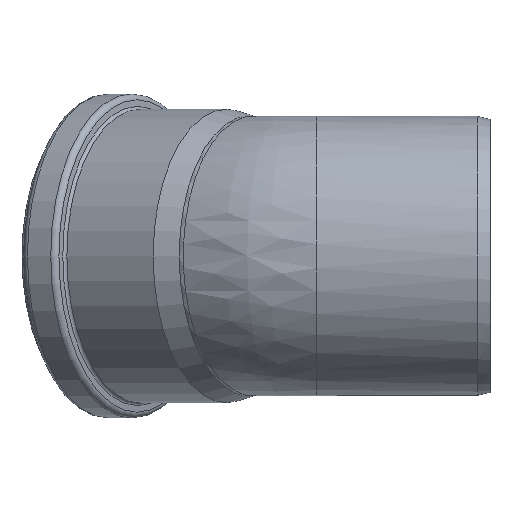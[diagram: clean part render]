
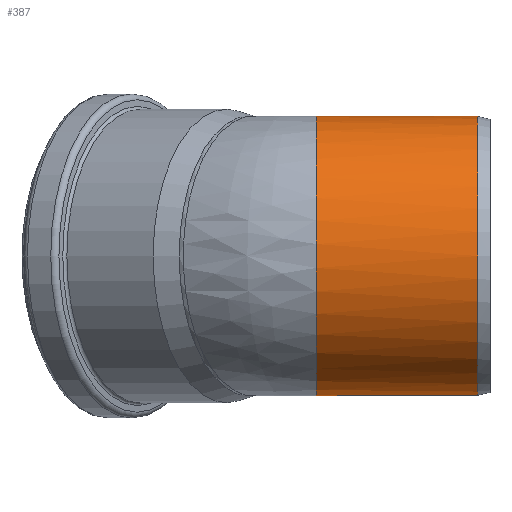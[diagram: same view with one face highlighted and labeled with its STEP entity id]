
A CAD part, left-side view. The second image highlights one B-rep face of the part: STEP entity #387.
In plain terms, the highlighted cylindrical face has radius 45.1 mm (diameter 90.2 mm), a full revolution.
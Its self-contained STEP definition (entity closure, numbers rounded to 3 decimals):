
#20=ELLIPSE('',#429,46.761,45.1);
#26=CYLINDRICAL_SURFACE('',#433,45.1);
#48=FACE_BOUND('',#124,.T.);
#83=FACE_OUTER_BOUND('',#123,.T.);
#123=EDGE_LOOP('',(#308));
#124=EDGE_LOOP('',(#309,#310));
#186=CIRCLE('',#427,45.1);
#188=CIRCLE('',#431,45.1);
#221=VERTEX_POINT('',#644);
#223=VERTEX_POINT('',#672);
#225=VERTEX_POINT('',#681);
#257=EDGE_CURVE('',#221,#221,#186,.T.);
#260=EDGE_CURVE('',#223,#225,#20,.T.);
#263=EDGE_CURVE('',#225,#223,#188,.T.);
#308=ORIENTED_EDGE('',*,*,#257,.T.);
#309=ORIENTED_EDGE('',*,*,#260,.F.);
#310=ORIENTED_EDGE('',*,*,#263,.F.);
#387=ADVANCED_FACE('',(#83,#48),#26,.T.);
#427=AXIS2_PLACEMENT_3D('',#645,#507,#508);
#429=AXIS2_PLACEMENT_3D('',#682,#511,#512);
#431=AXIS2_PLACEMENT_3D('',#719,#515,#516);
#433=AXIS2_PLACEMENT_3D('',#721,#519,#520);
#507=DIRECTION('center_axis',(0.,1.,0.));
#508=DIRECTION('ref_axis',(1.,0.,0.));
#511=DIRECTION('center_axis',(0.264,0.964,0.));
#512=DIRECTION('ref_axis',(0.964,-0.264,0.));
#515=DIRECTION('center_axis',(0.,1.,0.));
#516=DIRECTION('ref_axis',(1.,0.,0.));
#519=DIRECTION('center_axis',(0.,1.,0.));
#520=DIRECTION('ref_axis',(1.,0.,0.));
#644=CARTESIAN_POINT('',(-45.1,4.,0.));
#645=CARTESIAN_POINT('Origin',(0.,4.,0.));
#672=CARTESIAN_POINT('',(39.719,56.121,21.363));
#681=CARTESIAN_POINT('',(39.719,56.121,-21.363));
#682=CARTESIAN_POINT('Origin',(0.,67.,0.));
#719=CARTESIAN_POINT('Origin',(0.,56.121,0.));
#721=CARTESIAN_POINT('Origin',(0.,0.,0.));
